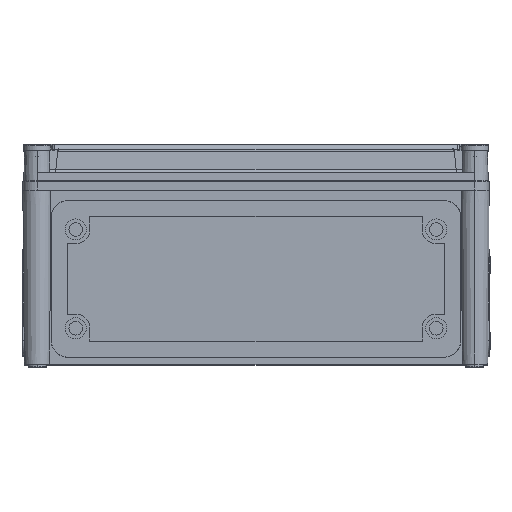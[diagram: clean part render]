
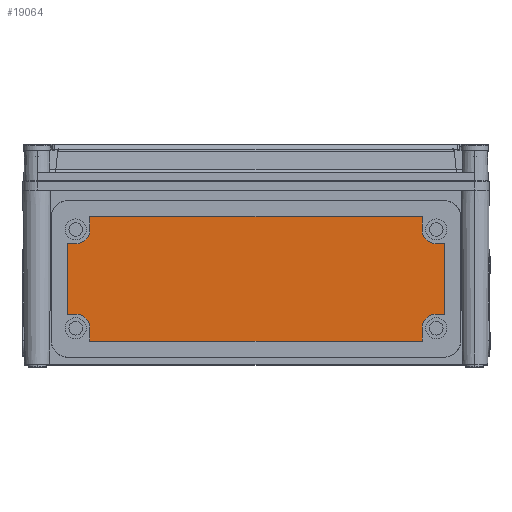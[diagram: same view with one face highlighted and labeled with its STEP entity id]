
A CAD part, top view. The second image highlights one B-rep face of the part: STEP entity #19064.
In plain terms, the highlighted planar face has unit normal (0, 0, 1).
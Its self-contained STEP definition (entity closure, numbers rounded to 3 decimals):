
#206 = DIRECTION ( 'NONE',  ( 1., 0., 0. ) ) ;
#291 = EDGE_CURVE ( 'NONE', #9663, #24446, #13804, .T. ) ;
#656 = DIRECTION ( 'NONE',  ( 0., -1., 0. ) ) ;
#1056 = EDGE_CURVE ( 'NONE', #3235, #9821, #8633, .T. ) ;
#1084 = VECTOR ( 'NONE', #18194, 1000. ) ;
#1289 = DIRECTION ( 'NONE',  ( 1., 0., 0. ) ) ;
#1373 = VERTEX_POINT ( 'NONE', #13507 ) ;
#1549 = LINE ( 'NONE', #14169, #11168 ) ;
#2141 = AXIS2_PLACEMENT_3D ( 'NONE', #5398, #5015, #13914 ) ;
#2588 = DIRECTION ( 'NONE',  ( 0., 1., 0. ) ) ;
#2792 = EDGE_CURVE ( 'NONE', #14905, #5871, #18687, .T. ) ;
#2817 = AXIS2_PLACEMENT_3D ( 'NONE', #17116, #26087, #7442 ) ;
#2877 = CARTESIAN_POINT ( 'NONE',  ( 146., 97.5, 272.5 ) ) ;
#3131 = DIRECTION ( 'NONE',  ( 1., 0., 0. ) ) ;
#3173 = EDGE_CURVE ( 'NONE', #26744, #14905, #10518, .T. ) ;
#3199 = CARTESIAN_POINT ( 'NONE',  ( -134.5, 119.5, 272.5 ) ) ;
#3235 = VERTEX_POINT ( 'NONE', #10429 ) ;
#3317 = DIRECTION ( 'NONE',  ( 0., 1., 0. ) ) ;
#3429 = VERTEX_POINT ( 'NONE', #8878 ) ;
#3669 = VECTOR ( 'NONE', #21365, 1000. ) ;
#3732 = VECTOR ( 'NONE', #24178, 1000. ) ;
#4453 = DIRECTION ( 'NONE',  ( 0., 0., 1. ) ) ;
#4551 = ORIENTED_EDGE ( 'NONE', *, *, #22549, .F. ) ;
#4859 = VERTEX_POINT ( 'NONE', #4991 ) ;
#4991 = CARTESIAN_POINT ( 'NONE',  ( 153., 40.5, 272.5 ) ) ;
#5015 = DIRECTION ( 'NONE',  ( 0., 0., 1. ) ) ;
#5139 = DIRECTION ( 'NONE',  ( 0., 0., 1. ) ) ;
#5398 = CARTESIAN_POINT ( 'NONE',  ( 146., 109., 272.5 ) ) ;
#5600 = ORIENTED_EDGE ( 'NONE', *, *, #23539, .F. ) ;
#5793 = VERTEX_POINT ( 'NONE', #25366 ) ;
#5860 = CARTESIAN_POINT ( 'NONE',  ( -153., 97.5, 272.5 ) ) ;
#5871 = VERTEX_POINT ( 'NONE', #2877 ) ;
#5980 = CARTESIAN_POINT ( 'NONE',  ( -146., 97.5, 272.5 ) ) ;
#6068 = LINE ( 'NONE', #26843, #15926 ) ;
#6713 = ORIENTED_EDGE ( 'NONE', *, *, #21037, .F. ) ;
#6743 = ORIENTED_EDGE ( 'NONE', *, *, #20650, .F. ) ;
#6890 = CARTESIAN_POINT ( 'NONE',  ( -134.5, 119.5, 272.5 ) ) ;
#7053 = CARTESIAN_POINT ( 'NONE',  ( 146., 29., 272.5 ) ) ;
#7442 = DIRECTION ( 'NONE',  ( 1., 0., 0. ) ) ;
#7892 = ORIENTED_EDGE ( 'NONE', *, *, #15269, .F. ) ;
#8633 = LINE ( 'NONE', #20445, #18595 ) ;
#8878 = CARTESIAN_POINT ( 'NONE',  ( -146., 97.5, 272.5 ) ) ;
#8887 = VECTOR ( 'NONE', #13982, 1000. ) ;
#8963 = CARTESIAN_POINT ( 'NONE',  ( -134.5, 109., 272.5 ) ) ;
#9044 = EDGE_CURVE ( 'NONE', #5871, #11757, #1549, .T. ) ;
#9277 = DIRECTION ( 'NONE',  ( 0., 0., 1. ) ) ;
#9663 = VERTEX_POINT ( 'NONE', #15148 ) ;
#9821 = VERTEX_POINT ( 'NONE', #20779 ) ;
#9836 = VECTOR ( 'NONE', #1289, 1000. ) ;
#10429 = CARTESIAN_POINT ( 'NONE',  ( 134.5, 29., 272.5 ) ) ;
#10435 = ORIENTED_EDGE ( 'NONE', *, *, #1056, .F. ) ;
#10459 = EDGE_CURVE ( 'NONE', #11757, #4859, #18678, .T. ) ;
#10518 = LINE ( 'NONE', #22488, #1084 ) ;
#10618 = CARTESIAN_POINT ( 'NONE',  ( 134.5, 119.5, 272.5 ) ) ;
#10792 = ORIENTED_EDGE ( 'NONE', *, *, #291, .F. ) ;
#11168 = VECTOR ( 'NONE', #25968, 1000. ) ;
#11745 = CIRCLE ( 'NONE', #21865, 11.5 ) ;
#11757 = VERTEX_POINT ( 'NONE', #20137 ) ;
#12653 = PLANE ( 'NONE',  #2817 ) ;
#12817 = ORIENTED_EDGE ( 'NONE', *, *, #3173, .F. ) ;
#12818 = DIRECTION ( 'NONE',  ( 1., 0., 0. ) ) ;
#12863 = DIRECTION ( 'NONE',  ( -1., 0., 0. ) ) ;
#13054 = CARTESIAN_POINT ( 'NONE',  ( -134.5, 29., 272.5 ) ) ;
#13136 = ORIENTED_EDGE ( 'NONE', *, *, #28064, .F. ) ;
#13390 = VECTOR ( 'NONE', #19767, 1000. ) ;
#13440 = LINE ( 'NONE', #16174, #3732 ) ;
#13507 = CARTESIAN_POINT ( 'NONE',  ( -146., 40.5, 272.5 ) ) ;
#13769 = ORIENTED_EDGE ( 'NONE', *, *, #10459, .F. ) ;
#13804 = LINE ( 'NONE', #8963, #23478 ) ;
#13850 = CARTESIAN_POINT ( 'NONE',  ( -146., 29., 272.5 ) ) ;
#13914 = DIRECTION ( 'NONE',  ( -1., 0., 0. ) ) ;
#13958 = EDGE_CURVE ( 'NONE', #9821, #5793, #22829, .T. ) ;
#13982 = DIRECTION ( 'NONE',  ( 0., -1., 0. ) ) ;
#14169 = CARTESIAN_POINT ( 'NONE',  ( 146., 97.5, 272.5 ) ) ;
#14381 = CARTESIAN_POINT ( 'NONE',  ( 134.5, 109., 272.5 ) ) ;
#14635 = LINE ( 'NONE', #27521, #14688 ) ;
#14688 = VECTOR ( 'NONE', #3317, 1000. ) ;
#14905 = VERTEX_POINT ( 'NONE', #14381 ) ;
#15148 = CARTESIAN_POINT ( 'NONE',  ( -134.5, 109., 272.5 ) ) ;
#15269 = EDGE_CURVE ( 'NONE', #3429, #9663, #17648, .T. ) ;
#15350 = AXIS2_PLACEMENT_3D ( 'NONE', #13850, #5139, #24286 ) ;
#15662 = CARTESIAN_POINT ( 'NONE',  ( -153., 40.5, 272.5 ) ) ;
#15926 = VECTOR ( 'NONE', #12863, 1000. ) ;
#16174 = CARTESIAN_POINT ( 'NONE',  ( -153., 40.5, 272.5 ) ) ;
#16781 = EDGE_CURVE ( 'NONE', #5793, #27889, #14635, .T. ) ;
#17116 = CARTESIAN_POINT ( 'NONE',  ( 146., 29., 272.5 ) ) ;
#17334 = CARTESIAN_POINT ( 'NONE',  ( 146., 40.5, 272.5 ) ) ;
#17516 = CARTESIAN_POINT ( 'NONE',  ( -134.5, 18.5, 272.5 ) ) ;
#17537 = EDGE_LOOP ( 'NONE', ( #6743, #6713, #13769, #22180, #23317, #12817, #5600, #10792, #7892, #17700, #4551, #13136, #23987, #19085, #25414, #10435 ) ) ;
#17580 = CARTESIAN_POINT ( 'NONE',  ( 146., 40.5, 272.5 ) ) ;
#17648 = CIRCLE ( 'NONE', #25112, 11.5 ) ;
#17700 = ORIENTED_EDGE ( 'NONE', *, *, #24653, .F. ) ;
#18194 = DIRECTION ( 'NONE',  ( 0., -1., 0. ) ) ;
#18595 = VECTOR ( 'NONE', #656, 1000. ) ;
#18678 = LINE ( 'NONE', #25581, #8887 ) ;
#18687 = CIRCLE ( 'NONE', #2141, 11.5 ) ;
#19064 = ADVANCED_FACE ( 'NONE', ( #24124 ), #12653, .F. ) ;
#19085 = ORIENTED_EDGE ( 'NONE', *, *, #16781, .F. ) ;
#19767 = DIRECTION ( 'NONE',  ( -1., 0., 0. ) ) ;
#19913 = LINE ( 'NONE', #5980, #9836 ) ;
#19984 = VERTEX_POINT ( 'NONE', #15662 ) ;
#20137 = CARTESIAN_POINT ( 'NONE',  ( 153., 97.5, 272.5 ) ) ;
#20445 = CARTESIAN_POINT ( 'NONE',  ( 134.5, 29., 272.5 ) ) ;
#20650 = EDGE_CURVE ( 'NONE', #21523, #3235, #11745, .T. ) ;
#20779 = CARTESIAN_POINT ( 'NONE',  ( 134.5, 18.5, 272.5 ) ) ;
#21037 = EDGE_CURVE ( 'NONE', #4859, #21523, #22899, .T. ) ;
#21365 = DIRECTION ( 'NONE',  ( -1., 0., 0. ) ) ;
#21523 = VERTEX_POINT ( 'NONE', #17334 ) ;
#21763 = VERTEX_POINT ( 'NONE', #5860 ) ;
#21865 = AXIS2_PLACEMENT_3D ( 'NONE', #7053, #9277, #3131 ) ;
#22180 = ORIENTED_EDGE ( 'NONE', *, *, #9044, .F. ) ;
#22314 = CIRCLE ( 'NONE', #15350, 11.5 ) ;
#22488 = CARTESIAN_POINT ( 'NONE',  ( 134.5, 109., 272.5 ) ) ;
#22549 = EDGE_CURVE ( 'NONE', #19984, #21763, #13440, .T. ) ;
#22829 = LINE ( 'NONE', #17516, #3669 ) ;
#22899 = LINE ( 'NONE', #17580, #13390 ) ;
#23317 = ORIENTED_EDGE ( 'NONE', *, *, #2792, .F. ) ;
#23478 = VECTOR ( 'NONE', #2588, 1000. ) ;
#23531 = VECTOR ( 'NONE', #206, 1000. ) ;
#23539 = EDGE_CURVE ( 'NONE', #24446, #26744, #24205, .T. ) ;
#23987 = ORIENTED_EDGE ( 'NONE', *, *, #25333, .F. ) ;
#24124 = FACE_OUTER_BOUND ( 'NONE', #17537, .T. ) ;
#24178 = DIRECTION ( 'NONE',  ( 0., 1., 0. ) ) ;
#24205 = LINE ( 'NONE', #3199, #23531 ) ;
#24286 = DIRECTION ( 'NONE',  ( -1., 0., 0. ) ) ;
#24341 = CARTESIAN_POINT ( 'NONE',  ( -146., 109., 272.5 ) ) ;
#24446 = VERTEX_POINT ( 'NONE', #6890 ) ;
#24653 = EDGE_CURVE ( 'NONE', #21763, #3429, #19913, .T. ) ;
#25112 = AXIS2_PLACEMENT_3D ( 'NONE', #24341, #4453, #12818 ) ;
#25333 = EDGE_CURVE ( 'NONE', #27889, #1373, #22314, .T. ) ;
#25366 = CARTESIAN_POINT ( 'NONE',  ( -134.5, 18.5, 272.5 ) ) ;
#25414 = ORIENTED_EDGE ( 'NONE', *, *, #13958, .F. ) ;
#25581 = CARTESIAN_POINT ( 'NONE',  ( 153., 40.5, 272.5 ) ) ;
#25968 = DIRECTION ( 'NONE',  ( 1., 0., 0. ) ) ;
#26087 = DIRECTION ( 'NONE',  ( 0., 0., -1. ) ) ;
#26744 = VERTEX_POINT ( 'NONE', #10618 ) ;
#26843 = CARTESIAN_POINT ( 'NONE',  ( -146., 40.5, 272.5 ) ) ;
#27521 = CARTESIAN_POINT ( 'NONE',  ( -134.5, 29., 272.5 ) ) ;
#27889 = VERTEX_POINT ( 'NONE', #13054 ) ;
#28064 = EDGE_CURVE ( 'NONE', #1373, #19984, #6068, .T. ) ;
